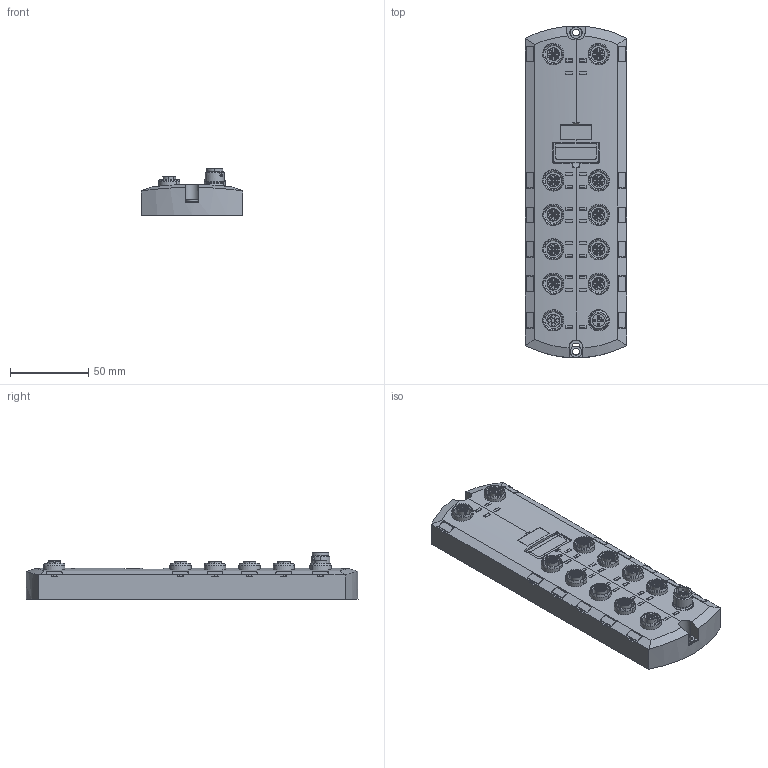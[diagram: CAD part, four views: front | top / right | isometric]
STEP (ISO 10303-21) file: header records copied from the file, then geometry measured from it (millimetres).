
FILE_DESCRIPTION (( 'STEP AP214' ), '1' );
FILE_NAME ('IO-LINK_MASTER_8P_IP67.STEP', '2018-11-01T20:55:51', ( '' ), ( '' ), 'SwSTEP 2.0', 'SolidWorks 2018', '' );
FILE_SCHEMA (( 'AUTOMOTIVE_DESIGN' ));
Length unit declared in the file: inch
Products named in the file (1): IO-LINK_MASTER_8P_IP67
Bounding box: 65 x 212 x 29.9 mm (x, y, z)
Surface area: 56388.8 mm2 (no closed solid volume)
Topology: 0 solids, 91 shells, 1232 faces, 4188 edges, 2950 vertices
Faces by surface type: plane 521, cylinder 474, cone 211, bspline 15, torus 11
Entity records: 48327 total; most frequent: CARTESIAN_POINT 12508, DIRECTION 7552, ORIENTED_EDGE 6522, EDGE_CURVE 4188, VERTEX_POINT 2950, AXIS2_PLACEMENT_3D 2519, LINE 2514, VECTOR 2514
